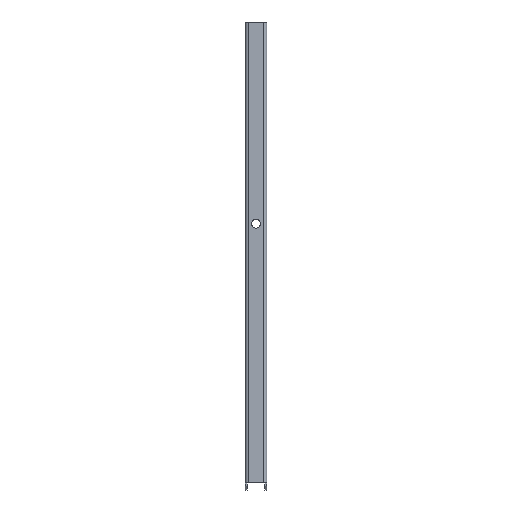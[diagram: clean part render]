
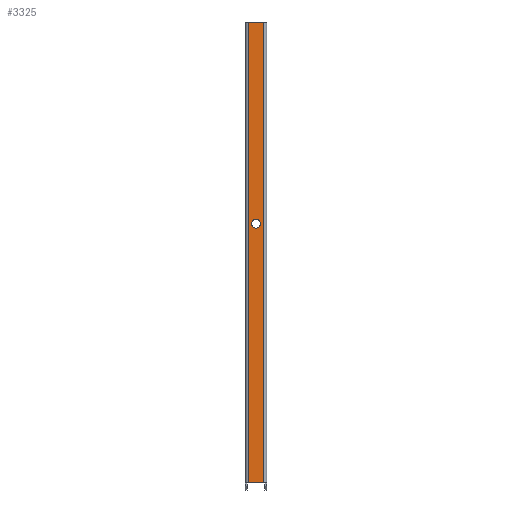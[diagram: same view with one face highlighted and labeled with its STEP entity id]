
A CAD part, left-side view. The second image highlights one B-rep face of the part: STEP entity #3325.
In plain terms, the highlighted planar face has unit normal (-1, 0, 0).
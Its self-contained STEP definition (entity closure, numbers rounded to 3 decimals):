
#32 = PLANE('',#33);
#33 = AXIS2_PLACEMENT_3D('',#34,#35,#36);
#34 = CARTESIAN_POINT('',(-12.7,-9.525,-203.2));
#35 = DIRECTION('',(0.,0.,-1.));
#36 = DIRECTION('',(-1.,0.,-0.));
#57 = VERTEX_POINT('',#58);
#58 = CARTESIAN_POINT('',(-12.7,-7.049,-203.2));
#73 = CYLINDRICAL_SURFACE('',#74,2.477);
#74 = AXIS2_PLACEMENT_3D('',#75,#76,#77);
#75 = CARTESIAN_POINT('',(-10.224,-7.049,-203.2));
#76 = DIRECTION('',(0.,0.,1.));
#77 = DIRECTION('',(0.,-1.,0.));
#84 = EDGE_CURVE('',#85,#57,#87,.T.);
#85 = VERTEX_POINT('',#86);
#86 = CARTESIAN_POINT('',(-12.7,7.049,-203.2));
#87 = SURFACE_CURVE('',#88,(#92,#99),.PCURVE_S1.);
#88 = LINE('',#89,#90);
#89 = CARTESIAN_POINT('',(-12.7,9.525,-203.2));
#90 = VECTOR('',#91,1.);
#91 = DIRECTION('',(0.,-1.,0.));
#92 = PCURVE('',#32,#93);
#93 = DEFINITIONAL_REPRESENTATION('',(#94),#98);
#94 = LINE('',#95,#96);
#95 = CARTESIAN_POINT('',(0.,19.05));
#96 = VECTOR('',#97,1.);
#97 = DIRECTION('',(0.,-1.));
#98 = ( GEOMETRIC_REPRESENTATION_CONTEXT(2) 
PARAMETRIC_REPRESENTATION_CONTEXT() REPRESENTATION_CONTEXT('2D SPACE',''
  ) );
#99 = PCURVE('',#100,#105);
#100 = PLANE('',#101);
#101 = AXIS2_PLACEMENT_3D('',#102,#103,#104);
#102 = CARTESIAN_POINT('',(-12.7,9.525,-203.2));
#103 = DIRECTION('',(1.,0.,-0.));
#104 = DIRECTION('',(0.,-1.,0.));
#105 = DEFINITIONAL_REPRESENTATION('',(#106),#110);
#106 = LINE('',#107,#108);
#107 = CARTESIAN_POINT('',(0.,0.));
#108 = VECTOR('',#109,1.);
#109 = DIRECTION('',(1.,0.));
#110 = ( GEOMETRIC_REPRESENTATION_CONTEXT(2) 
PARAMETRIC_REPRESENTATION_CONTEXT() REPRESENTATION_CONTEXT('2D SPACE',''
  ) );
#133 = CYLINDRICAL_SURFACE('',#134,2.477);
#134 = AXIS2_PLACEMENT_3D('',#135,#136,#137);
#135 = CARTESIAN_POINT('',(-10.224,7.049,-203.2));
#136 = DIRECTION('',(0.,0.,1.));
#137 = DIRECTION('',(-0.,1.,0.));
#374 = EDGE_CURVE('',#57,#375,#377,.T.);
#375 = VERTEX_POINT('',#376);
#376 = CARTESIAN_POINT('',(-12.7,-7.049,203.2));
#377 = SURFACE_CURVE('',#378,(#382,#388),.PCURVE_S1.);
#378 = LINE('',#379,#380);
#379 = CARTESIAN_POINT('',(-12.7,-7.049,-203.2));
#380 = VECTOR('',#381,1.);
#381 = DIRECTION('',(0.,0.,1.));
#382 = PCURVE('',#73,#383);
#383 = DEFINITIONAL_REPRESENTATION('',(#384),#387);
#384 = B_SPLINE_CURVE_WITH_KNOTS('',1,(#385,#386),.UNSPECIFIED.,.F.,.F.,
  (2,2),(0.,406.4),.PIECEWISE_BEZIER_KNOTS.);
#385 = CARTESIAN_POINT('',(-1.571,0.));
#386 = CARTESIAN_POINT('',(-1.571,406.4));
#387 = ( GEOMETRIC_REPRESENTATION_CONTEXT(2) 
PARAMETRIC_REPRESENTATION_CONTEXT() REPRESENTATION_CONTEXT('2D SPACE',''
  ) );
#388 = PCURVE('',#100,#389);
#389 = DEFINITIONAL_REPRESENTATION('',(#390),#394);
#390 = LINE('',#391,#392);
#391 = CARTESIAN_POINT('',(16.574,0.));
#392 = VECTOR('',#393,1.);
#393 = DIRECTION('',(0.,-1.));
#394 = ( GEOMETRIC_REPRESENTATION_CONTEXT(2) 
PARAMETRIC_REPRESENTATION_CONTEXT() REPRESENTATION_CONTEXT('2D SPACE',''
  ) );
#412 = PLANE('',#413);
#413 = AXIS2_PLACEMENT_3D('',#414,#415,#416);
#414 = CARTESIAN_POINT('',(-12.7,-9.525,203.2));
#415 = DIRECTION('',(0.,0.,-1.));
#416 = DIRECTION('',(-1.,0.,-0.));
#1679 = EDGE_CURVE('',#1680,#375,#1682,.T.);
#1680 = VERTEX_POINT('',#1681);
#1681 = CARTESIAN_POINT('',(-12.7,7.049,203.2));
#1682 = SURFACE_CURVE('',#1683,(#1687,#1694),.PCURVE_S1.);
#1683 = LINE('',#1684,#1685);
#1684 = CARTESIAN_POINT('',(-12.7,9.525,203.2));
#1685 = VECTOR('',#1686,1.);
#1686 = DIRECTION('',(0.,-1.,0.));
#1687 = PCURVE('',#412,#1688);
#1688 = DEFINITIONAL_REPRESENTATION('',(#1689),#1693);
#1689 = LINE('',#1690,#1691);
#1690 = CARTESIAN_POINT('',(0.,19.05));
#1691 = VECTOR('',#1692,1.);
#1692 = DIRECTION('',(0.,-1.));
#1693 = ( GEOMETRIC_REPRESENTATION_CONTEXT(2) 
PARAMETRIC_REPRESENTATION_CONTEXT() REPRESENTATION_CONTEXT('2D SPACE',''
  ) );
#1694 = PCURVE('',#100,#1695);
#1695 = DEFINITIONAL_REPRESENTATION('',(#1696),#1700);
#1696 = LINE('',#1697,#1698);
#1697 = CARTESIAN_POINT('',(0.,-406.4));
#1698 = VECTOR('',#1699,1.);
#1699 = DIRECTION('',(1.,0.));
#1700 = ( GEOMETRIC_REPRESENTATION_CONTEXT(2) 
PARAMETRIC_REPRESENTATION_CONTEXT() REPRESENTATION_CONTEXT('2D SPACE',''
  ) );
#3255 = CYLINDRICAL_SURFACE('',#3256,3.969);
#3256 = AXIS2_PLACEMENT_3D('',#3257,#3258,#3259);
#3257 = CARTESIAN_POINT('',(-12.7,0.,25.4));
#3258 = DIRECTION('',(1.,0.,0.));
#3259 = DIRECTION('',(0.,1.,0.));
#3304 = EDGE_CURVE('',#85,#1680,#3305,.T.);
#3305 = SURFACE_CURVE('',#3306,(#3310,#3316),.PCURVE_S1.);
#3306 = LINE('',#3307,#3308);
#3307 = CARTESIAN_POINT('',(-12.7,7.049,-203.2));
#3308 = VECTOR('',#3309,1.);
#3309 = DIRECTION('',(0.,0.,1.));
#3310 = PCURVE('',#133,#3311);
#3311 = DEFINITIONAL_REPRESENTATION('',(#3312),#3315);
#3312 = B_SPLINE_CURVE_WITH_KNOTS('',1,(#3313,#3314),.UNSPECIFIED.,.F.,
  .F.,(2,2),(0.,406.4),.PIECEWISE_BEZIER_KNOTS.);
#3313 = CARTESIAN_POINT('',(1.571,0.));
#3314 = CARTESIAN_POINT('',(1.571,406.4));
#3315 = ( GEOMETRIC_REPRESENTATION_CONTEXT(2) 
PARAMETRIC_REPRESENTATION_CONTEXT() REPRESENTATION_CONTEXT('2D SPACE',''
  ) );
#3316 = PCURVE('',#100,#3317);
#3317 = DEFINITIONAL_REPRESENTATION('',(#3318),#3322);
#3318 = LINE('',#3319,#3320);
#3319 = CARTESIAN_POINT('',(2.477,0.));
#3320 = VECTOR('',#3321,1.);
#3321 = DIRECTION('',(0.,-1.));
#3322 = ( GEOMETRIC_REPRESENTATION_CONTEXT(2) 
PARAMETRIC_REPRESENTATION_CONTEXT() REPRESENTATION_CONTEXT('2D SPACE',''
  ) );
#3325 = ADVANCED_FACE('',(#3326,#3332),#100,.F.);
#3326 = FACE_BOUND('',#3327,.F.);
#3327 = EDGE_LOOP('',(#3328,#3329,#3330,#3331));
#3328 = ORIENTED_EDGE('',*,*,#84,.F.);
#3329 = ORIENTED_EDGE('',*,*,#3304,.T.);
#3330 = ORIENTED_EDGE('',*,*,#1679,.T.);
#3331 = ORIENTED_EDGE('',*,*,#374,.F.);
#3332 = FACE_BOUND('',#3333,.F.);
#3333 = EDGE_LOOP('',(#3334));
#3334 = ORIENTED_EDGE('',*,*,#3335,.F.);
#3335 = EDGE_CURVE('',#3336,#3336,#3338,.T.);
#3336 = VERTEX_POINT('',#3337);
#3337 = CARTESIAN_POINT('',(-12.7,3.969,25.4));
#3338 = SURFACE_CURVE('',#3339,(#3344,#3351),.PCURVE_S1.);
#3339 = CIRCLE('',#3340,3.969);
#3340 = AXIS2_PLACEMENT_3D('',#3341,#3342,#3343);
#3341 = CARTESIAN_POINT('',(-12.7,0.,25.4));
#3342 = DIRECTION('',(1.,0.,0.));
#3343 = DIRECTION('',(0.,1.,0.));
#3344 = PCURVE('',#100,#3345);
#3345 = DEFINITIONAL_REPRESENTATION('',(#3346),#3350);
#3346 = CIRCLE('',#3347,3.969);
#3347 = AXIS2_PLACEMENT_2D('',#3348,#3349);
#3348 = CARTESIAN_POINT('',(9.525,-228.6));
#3349 = DIRECTION('',(-1.,-0.));
#3350 = ( GEOMETRIC_REPRESENTATION_CONTEXT(2) 
PARAMETRIC_REPRESENTATION_CONTEXT() REPRESENTATION_CONTEXT('2D SPACE',''
  ) );
#3351 = PCURVE('',#3255,#3352);
#3352 = DEFINITIONAL_REPRESENTATION('',(#3353),#3356);
#3353 = B_SPLINE_CURVE_WITH_KNOTS('',1,(#3354,#3355),.UNSPECIFIED.,.F.,
  .F.,(2,2),(0.,6.283),.PIECEWISE_BEZIER_KNOTS.);
#3354 = CARTESIAN_POINT('',(0.,0.));
#3355 = CARTESIAN_POINT('',(6.283,0.));
#3356 = ( GEOMETRIC_REPRESENTATION_CONTEXT(2) 
PARAMETRIC_REPRESENTATION_CONTEXT() REPRESENTATION_CONTEXT('2D SPACE',''
  ) );
